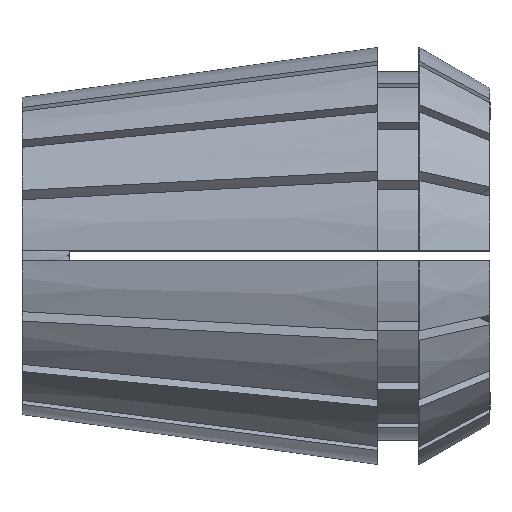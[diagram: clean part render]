
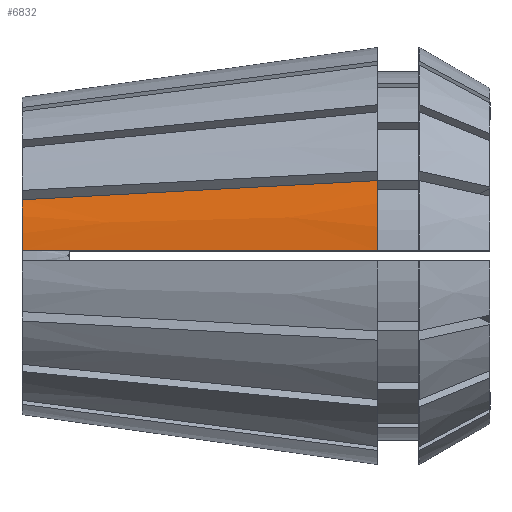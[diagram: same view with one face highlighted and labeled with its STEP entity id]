
A CAD part, top view. The second image highlights one B-rep face of the part: STEP entity #6832.
In plain terms, the highlighted conical face has half-angle 8 degrees and reference radius 20.5 mm.
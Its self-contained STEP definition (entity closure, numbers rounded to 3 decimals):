
#87 = CARTESIAN_POINT ( 'NONE',  ( 34.9, 0., 0. ) ) ;
#89 = CARTESIAN_POINT ( 'NONE',  ( 11.633, 6.129, 16.104 ) ) ;
#112 = CARTESIAN_POINT ( 'NONE',  ( 4.29, 0.5, 16.191 ) ) ;
#263 = DIRECTION ( 'NONE',  ( -1., 0., 0. ) ) ;
#667 = CARTESIAN_POINT ( 'NONE',  ( 1.43, 0.5, 15.789 ) ) ;
#821 = CARTESIAN_POINT ( 'NONE',  ( 34.9, 0., 0. ) ) ;
#889 = VERTEX_POINT ( 'NONE', #2998 ) ;
#1168 = CARTESIAN_POINT ( 'NONE',  ( 34.084, 0.5, 20.38 ) ) ;
#1774 = DIRECTION ( 'NONE',  ( 0., 0., 1. ) ) ;
#2029 = EDGE_LOOP ( 'NONE', ( #4871, #5350, #5745, #2934 ) ) ;
#2059 = VERTEX_POINT ( 'NONE', #6146 ) ;
#2213 = CARTESIAN_POINT ( 'NONE',  ( 34.9, 7.381, 19.126 ) ) ;
#2389 = B_SPLINE_CURVE_WITH_KNOTS ( 'NONE', 3,
 ( #2711, #1168, #5909, #2755, #6431, #3295, #112, #3818, #667, #4363 ),
 .UNSPECIFIED., .F., .F.,
 ( 4, 3, 3, 4 ),
 ( 0.076, 0.079, 0.107, 0.111 ),
 .UNSPECIFIED. ) ;
#2460 = CONICAL_SURFACE ( 'NONE', #2757, 20.5, 0.14 ) ;
#2536 = EDGE_CURVE ( 'NONE', #889, #4890, #5796, .T. ) ;
#2584 = CARTESIAN_POINT ( 'NONE',  ( 34.9, 7.381, 19.126 ) ) ;
#2711 = CARTESIAN_POINT ( 'NONE',  ( 34.9, 0.5, 20.494 ) ) ;
#2739 = CARTESIAN_POINT ( 'NONE',  ( 23.267, 6.755, 17.615 ) ) ;
#2755 = CARTESIAN_POINT ( 'NONE',  ( 32.452, 0.5, 20.15 ) ) ;
#2757 = AXIS2_PLACEMENT_3D ( 'NONE', #821, #3988, #6587 ) ;
#2897 = VERTEX_POINT ( 'NONE', #5304 ) ;
#2934 = ORIENTED_EDGE ( 'NONE', *, *, #4453, .F. ) ;
#2998 = CARTESIAN_POINT ( 'NONE',  ( 34.9, 0.5, 20.494 ) ) ;
#3295 = CARTESIAN_POINT ( 'NONE',  ( 13.678, 0.5, 17.511 ) ) ;
#3437 = CARTESIAN_POINT ( 'NONE',  ( 0., 0., 0. ) ) ;
#3804 = CARTESIAN_POINT ( 'NONE',  ( 0., 5.503, 14.592 ) ) ;
#3818 = CARTESIAN_POINT ( 'NONE',  ( 2.86, 0.5, 15.99 ) ) ;
#3822 = DIRECTION ( 'NONE',  ( -1., 0., 0. ) ) ;
#3970 = DIRECTION ( 'NONE',  ( 0., 0., 1. ) ) ;
#3988 = DIRECTION ( 'NONE',  ( 1., 0., 0. ) ) ;
#4033 = FACE_OUTER_BOUND ( 'NONE', #2029, .T. ) ;
#4363 = CARTESIAN_POINT ( 'NONE',  ( 0., 0.5, 15.587 ) ) ;
#4453 = EDGE_CURVE ( 'NONE', #889, #2059, #2389, .T. ) ;
#4626 = EDGE_CURVE ( 'NONE', #2059, #2897, #4686, .T. ) ;
#4686 = CIRCLE ( 'NONE', #5157, 15.595 ) ;
#4871 = ORIENTED_EDGE ( 'NONE', *, *, #2536, .T. ) ;
#4890 = VERTEX_POINT ( 'NONE', #2584 ) ;
#5111 = AXIS2_PLACEMENT_3D ( 'NONE', #87, #3822, #1774 ) ;
#5157 = AXIS2_PLACEMENT_3D ( 'NONE', #3437, #263, #3970 ) ;
#5194 = B_SPLINE_CURVE_WITH_KNOTS ( 'NONE', 3,
 ( #2213, #2739, #89, #3804 ),
 .UNSPECIFIED., .F., .F.,
 ( 4, 4 ),
 ( 0., 0.035 ),
 .UNSPECIFIED. ) ;
#5304 = CARTESIAN_POINT ( 'NONE',  ( 0., 5.503, 14.592 ) ) ;
#5350 = ORIENTED_EDGE ( 'NONE', *, *, #5876, .T. ) ;
#5745 = ORIENTED_EDGE ( 'NONE', *, *, #4626, .F. ) ;
#5796 = CIRCLE ( 'NONE', #5111, 20.5 ) ;
#5876 = EDGE_CURVE ( 'NONE', #4890, #2897, #5194, .T. ) ;
#5909 = CARTESIAN_POINT ( 'NONE',  ( 33.268, 0.5, 20.265 ) ) ;
#6146 = CARTESIAN_POINT ( 'NONE',  ( 0., 0.5, 15.587 ) ) ;
#6431 = CARTESIAN_POINT ( 'NONE',  ( 23.065, 0.5, 18.83 ) ) ;
#6587 = DIRECTION ( 'NONE',  ( 0., 0., -1. ) ) ;
#6832 = ADVANCED_FACE ( 'NONE', ( #4033 ), #2460, .T. ) ;
